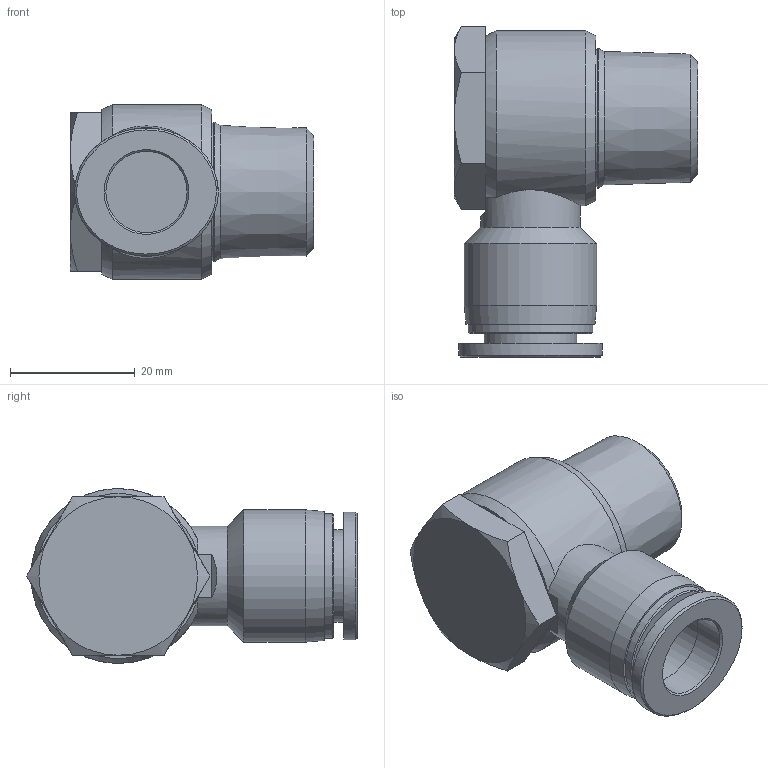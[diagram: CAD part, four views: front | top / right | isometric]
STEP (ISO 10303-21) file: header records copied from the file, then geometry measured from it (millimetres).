
FILE_DESCRIPTION((''),'2;1');
FILE_NAME('PH 1_2-N04U.stp','2016-10-12T10:06:47',('Administrator'),(''),'Autodesk Inventor 2013','Autodesk Inventor 2013','');
FILE_SCHEMA(('CONFIG_CONTROL_DESIGN'));
Length unit declared in the file: millimetre
Products named in the file (4): PH 1_2-N04U; NH BODY NPT1_2; NSE 1_2-04 BODY; SLEEVE N1_2L
Assembly tree (3 placements, depth 2):
  PH 1_2-N04U
    NH BODY NPT1_2
    NSE 1_2-04 BODY
    SLEEVE N1_2L
Bounding box: 39 x 52.96 x 28 mm (x, y, z)
Volume: 30473 mm3; surface area: 9861.1 mm2
Topology: 3 solids, 3 shells, 49 faces, 92 edges, 56 vertices
Faces by surface type: plane 21, cone 15, cylinder 11, bspline 2
Full cylindrical faces by diameter (mm): 13 x2, 14.8 x1, 16 x1, 20 x1, 21.2 x1, 21.8 x1, 22 x1, 22.4 x1, 24 x1, 28 x1
Entity records: 1336 total; most frequent: CARTESIAN_POINT 356, DIRECTION 198, ORIENTED_EDGE 140, AXIS2_PLACEMENT_3D 91, EDGE_LOOP 78, EDGE_CURVE 70, VERTEX_POINT 54, FACE_OUTER_BOUND 49
